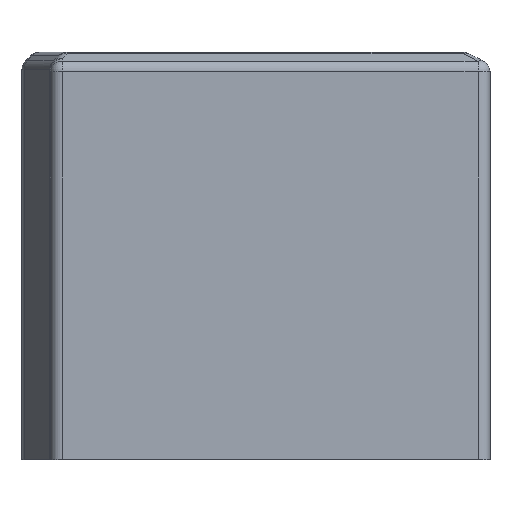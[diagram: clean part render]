
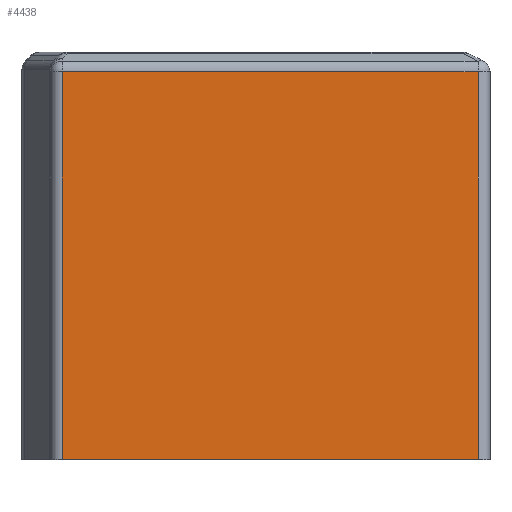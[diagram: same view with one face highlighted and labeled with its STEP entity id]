
A CAD part, left-side view. The second image highlights one B-rep face of the part: STEP entity #4438.
In plain terms, the highlighted planar face has unit normal (-1, 0, 0).
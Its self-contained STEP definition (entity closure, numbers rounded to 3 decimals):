
#221=PLANE('',#4895);
#442=FACE_OUTER_BOUND('',#764,.T.);
#764=EDGE_LOOP('',(#3918,#3919,#3920,#3921));
#1172=LINE('',#7523,#1569);
#1175=LINE('',#7534,#1572);
#1182=LINE('',#7559,#1579);
#1183=LINE('',#7560,#1580);
#1569=VECTOR('',#6101,69.418);
#1572=VECTOR('',#6114,64.764);
#1579=VECTOR('',#6147,69.418);
#1580=VECTOR('',#6148,64.764);
#2221=VERTEX_POINT('',#7520);
#2222=VERTEX_POINT('',#7522);
#2225=VERTEX_POINT('',#7532);
#2230=VERTEX_POINT('',#7558);
#2799=EDGE_CURVE('',#2221,#2222,#1172,.T.);
#2806=EDGE_CURVE('',#2225,#2221,#1175,.T.);
#2819=EDGE_CURVE('',#2230,#2225,#1182,.T.);
#2820=EDGE_CURVE('',#2222,#2230,#1183,.T.);
#3918=ORIENTED_EDGE('',*,*,#2806,.F.);
#3919=ORIENTED_EDGE('',*,*,#2819,.F.);
#3920=ORIENTED_EDGE('',*,*,#2820,.F.);
#3921=ORIENTED_EDGE('',*,*,#2799,.F.);
#4438=ADVANCED_FACE('',(#442),#221,.T.);
#4895=AXIS2_PLACEMENT_3D('',#7557,#6145,#6146);
#6101=DIRECTION('',(0.,1.,0.));
#6114=DIRECTION('',(0.,0.,-1.));
#6145=DIRECTION('center_axis',(-1.,0.,0.));
#6146=DIRECTION('ref_axis',(0.,-1.,0.));
#6147=DIRECTION('',(0.,-1.,0.));
#6148=DIRECTION('',(0.,0.,1.));
#7520=CARTESIAN_POINT('',(-100.919,-15.338,51.64));
#7522=CARTESIAN_POINT('',(-100.919,54.08,51.64));
#7523=CARTESIAN_POINT('',(-100.919,-17.338,51.64));
#7532=CARTESIAN_POINT('',(-100.919,-15.338,116.404));
#7534=CARTESIAN_POINT('',(-100.919,-15.338,114.64));
#7557=CARTESIAN_POINT('Origin',(-100.919,60.812,114.64));
#7558=CARTESIAN_POINT('',(-100.919,54.08,116.404));
#7559=CARTESIAN_POINT('',(-100.919,51.043,116.404));
#7560=CARTESIAN_POINT('',(-100.919,54.08,114.64));
